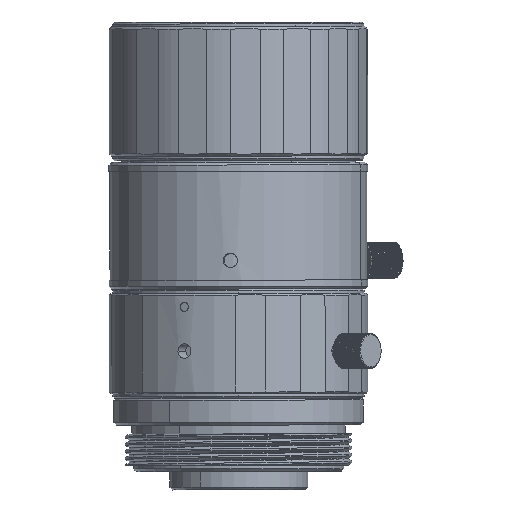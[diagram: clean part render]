
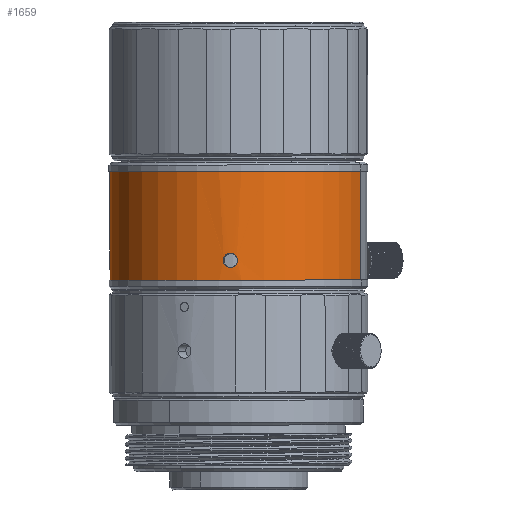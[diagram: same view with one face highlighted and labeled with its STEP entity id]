
A CAD part, left-side view. The second image highlights one B-rep face of the part: STEP entity #1659.
In plain terms, the highlighted cylindrical face has radius 14.4 mm (diameter 28.8 mm), a partial arc.
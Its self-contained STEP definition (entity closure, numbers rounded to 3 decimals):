
#155 = EDGE_CURVE ( 'NONE', #33070, #82758, #77227, .T. ) ;
#840 = CYLINDRICAL_SURFACE ( 'NONE', #48305, 14.4 ) ;
#1303 = CARTESIAN_POINT ( 'NONE',  ( 3.105, -14.061, -11.491 ) ) ;
#1659 = ADVANCED_FACE ( 'NONE', ( #2935, #71157 ), #840, .T. ) ;
#1961 = CARTESIAN_POINT ( 'NONE',  ( -14.4, 0., -13.2 ) ) ;
#2139 = ORIENTED_EDGE ( 'NONE', *, *, #41739, .F. ) ;
#2935 = FACE_OUTER_BOUND ( 'NONE', #11513, .T. ) ;
#4055 = VECTOR ( 'NONE', #12987, 1000. ) ;
#4291 = ORIENTED_EDGE ( 'NONE', *, *, #78392, .T. ) ;
#5021 = CIRCLE ( 'NONE', #52704, 14.4 ) ;
#5271 = VERTEX_POINT ( 'NONE', #56185 ) ;
#6168 = DIRECTION ( 'NONE',  ( 0., 0., 1. ) ) ;
#6511 = CARTESIAN_POINT ( 'NONE',  ( 3.047, -14.074, -11.403 ) ) ;
#7661 = CARTESIAN_POINT ( 'NONE',  ( 4.341, -13.73, -11.492 ) ) ;
#8056 = AXIS2_PLACEMENT_3D ( 'NONE', #84213, #17252, #63989 ) ;
#11361 = CARTESIAN_POINT ( 'NONE',  ( 14.4, 0., 6.118 ) ) ;
#11513 = EDGE_LOOP ( 'NONE', ( #64916, #4291, #76454, #2139 ) ) ;
#12987 = DIRECTION ( 'NONE',  ( 0., 0., 1. ) ) ;
#13063 = CARTESIAN_POINT ( 'NONE',  ( 3.524, -13.963, -10.221 ) ) ;
#13644 = CARTESIAN_POINT ( 'NONE',  ( 3.624, -13.937, -10.2 ) ) ;
#17252 = DIRECTION ( 'NONE',  ( 0., 0., 1. ) ) ;
#18144 = EDGE_LOOP ( 'NONE', ( #27714, #59554 ) ) ;
#20698 = CARTESIAN_POINT ( 'NONE',  ( 4.398, -13.712, -11.403 ) ) ;
#23212 = LINE ( 'NONE', #11361, #69628 ) ;
#25910 = CARTESIAN_POINT ( 'NONE',  ( 0., 0., -13.2 ) ) ;
#26821 = LINE ( 'NONE', #33229, #4055 ) ;
#27626 = CARTESIAN_POINT ( 'NONE',  ( 3.525, -13.962, -11.779 ) ) ;
#27714 = ORIENTED_EDGE ( 'NONE', *, *, #77318, .T. ) ;
#31673 = DIRECTION ( 'NONE',  ( 1., 0., 0. ) ) ;
#33010 = CARTESIAN_POINT ( 'NONE',  ( 3.828, -13.882, -10.2 ) ) ;
#33070 = VERTEX_POINT ( 'NONE', #59292 ) ;
#33112 = CARTESIAN_POINT ( 'NONE',  ( 3.626, -13.936, -11.8 ) ) ;
#33229 = CARTESIAN_POINT ( 'NONE',  ( -14.4, 0., 6.118 ) ) ;
#33305 = CARTESIAN_POINT ( 'NONE',  ( 3.249, -14.029, -10.361 ) ) ;
#33577 = CARTESIAN_POINT ( 'NONE',  ( 2.948, -14.095, -10.791 ) ) ;
#34817 = CARTESIAN_POINT ( 'NONE',  ( 2.948, -14.095, -11.104 ) ) ;
#39237 = EDGE_CURVE ( 'NONE', #60260, #39305, #26821, .T. ) ;
#39305 = VERTEX_POINT ( 'NONE', #45890 ) ;
#39342 = CARTESIAN_POINT ( 'NONE',  ( 4.494, -13.681, -11. ) ) ;
#40200 = CARTESIAN_POINT ( 'NONE',  ( 4.2, -13.774, -10.36 ) ) ;
#40861 = CARTESIAN_POINT ( 'NONE',  ( 3.251, -14.028, -11.64 ) ) ;
#41739 = EDGE_CURVE ( 'NONE', #39305, #76348, #79190, .T. ) ;
#45890 = CARTESIAN_POINT ( 'NONE',  ( -14.4, 0., -1. ) ) ;
#45967 = CARTESIAN_POINT ( 'NONE',  ( 4.494, -13.681, -10.789 ) ) ;
#48305 = AXIS2_PLACEMENT_3D ( 'NONE', #76009, #50252, #63283 ) ;
#50252 = DIRECTION ( 'NONE',  ( 0., 0., 1. ) ) ;
#52282 = CARTESIAN_POINT ( 'NONE',  ( 14.4, 0., -1. ) ) ;
#52704 = AXIS2_PLACEMENT_3D ( 'NONE', #25910, #6168, #31673 ) ;
#53516 = CARTESIAN_POINT ( 'NONE',  ( 4.494, -13.681, -11. ) ) ;
#53718 = CARTESIAN_POINT ( 'NONE',  ( 4.411, -13.708, -10.581 ) ) ;
#53820 = CARTESIAN_POINT ( 'NONE',  ( 3.929, -13.855, -11.8 ) ) ;
#54982 = CARTESIAN_POINT ( 'NONE',  ( 2.948, -14.095, -11. ) ) ;
#56185 = CARTESIAN_POINT ( 'NONE',  ( 14.4, 0., -13.2 ) ) ;
#59292 = CARTESIAN_POINT ( 'NONE',  ( 2.948, -14.095, -11. ) ) ;
#59554 = ORIENTED_EDGE ( 'NONE', *, *, #155, .T. ) ;
#60260 = VERTEX_POINT ( 'NONE', #1961 ) ;
#62983 = B_SPLINE_CURVE_WITH_KNOTS ( 'NONE', 3,
 ( #53516, #65978, #73216, #20698, #7661, #66841, #53820, #33112, #27626, #73791, #40861, #1303, #6511, #79258, #34817, #54982 ),
 .UNSPECIFIED., .F., .F.,
 ( 4, 2, 2, 2, 2, 2, 2, 4 ),
 ( 0., 0., 0.001, 0.001, 0.002, 0.002, 0.002, 0.003 ),
 .UNSPECIFIED. ) ;
#63283 = DIRECTION ( 'NONE',  ( 1., 0., 0. ) ) ;
#63989 = DIRECTION ( 'NONE',  ( 1., 0., 0. ) ) ;
#64916 = ORIENTED_EDGE ( 'NONE', *, *, #39237, .F. ) ;
#65978 = CARTESIAN_POINT ( 'NONE',  ( 4.494, -13.681, -11.106 ) ) ;
#66458 = CARTESIAN_POINT ( 'NONE',  ( 3.033, -14.078, -10.582 ) ) ;
#66841 = CARTESIAN_POINT ( 'NONE',  ( 4.129, -13.796, -11.713 ) ) ;
#69628 = VECTOR ( 'NONE', #70565, 1000. ) ;
#70565 = DIRECTION ( 'NONE',  ( 0., 0., 1. ) ) ;
#71157 = FACE_BOUND ( 'NONE', #18144, .T. ) ;
#72842 = CARTESIAN_POINT ( 'NONE',  ( 3.928, -13.854, -10.221 ) ) ;
#73119 = CARTESIAN_POINT ( 'NONE',  ( 4.115, -13.8, -10.301 ) ) ;
#73216 = CARTESIAN_POINT ( 'NONE',  ( 4.474, -13.687, -11.209 ) ) ;
#73791 = CARTESIAN_POINT ( 'NONE',  ( 3.337, -14.008, -11.699 ) ) ;
#74942 = EDGE_CURVE ( 'NONE', #5271, #76348, #23212, .T. ) ;
#76009 = CARTESIAN_POINT ( 'NONE',  ( 0., 0., 6.118 ) ) ;
#76348 = VERTEX_POINT ( 'NONE', #52282 ) ;
#76454 = ORIENTED_EDGE ( 'NONE', *, *, #74942, .T. ) ;
#77227 = B_SPLINE_CURVE_WITH_KNOTS ( 'NONE', 3,
 ( #79756, #33577, #66458, #33305, #79168, #13063, #13644, #33010, #72842, #73119, #40200, #53718, #45967, #39342 ),
 .UNSPECIFIED., .F., .F.,
 ( 4, 2, 2, 2, 2, 2, 4 ),
 ( 0.003, 0.003, 0.003, 0.004, 0.004, 0.004, 0.005 ),
 .UNSPECIFIED. ) ;
#77318 = EDGE_CURVE ( 'NONE', #82758, #33070, #62983, .T. ) ;
#78392 = EDGE_CURVE ( 'NONE', #60260, #5271, #5021, .T. ) ;
#78846 = CARTESIAN_POINT ( 'NONE',  ( 4.494, -13.681, -11. ) ) ;
#79168 = CARTESIAN_POINT ( 'NONE',  ( 3.336, -14.009, -10.301 ) ) ;
#79190 = CIRCLE ( 'NONE', #8056, 14.4 ) ;
#79258 = CARTESIAN_POINT ( 'NONE',  ( 2.969, -14.091, -11.209 ) ) ;
#79756 = CARTESIAN_POINT ( 'NONE',  ( 2.948, -14.095, -11. ) ) ;
#82758 = VERTEX_POINT ( 'NONE', #78846 ) ;
#84213 = CARTESIAN_POINT ( 'NONE',  ( 0., 0., -1. ) ) ;
